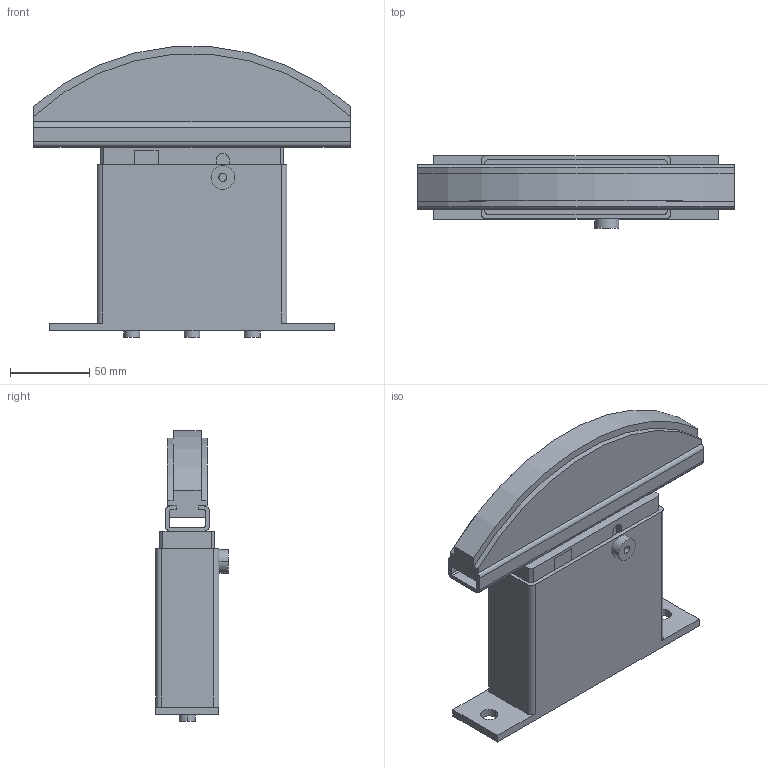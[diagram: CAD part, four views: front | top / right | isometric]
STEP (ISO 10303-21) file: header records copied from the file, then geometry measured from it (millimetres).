
FILE_DESCRIPTION(('STEP AP214'),'1');
FILE_NAME('cctmp_765EA8DC-F58B-4A18-9385-0FCFA6D18142_2023_6_22_12_8_44_140..stp','2023-06-22T10:08:44',('Murtfeldt Kunststoffe GmbH & Co.KG'),('CADClick - www.CADClick.com'),'Spatial InterOp 3D',' ','unknown authorization');
FILE_SCHEMA(('AUTOMOTIVE_DESIGN'));
Length unit declared in the file: millimetre
Products named in the file (1): 282020206
Bounding box: 200 x 46 x 183.51 mm (x, y, z)
Volume: 744928 mm3; surface area: 109414.3 mm2
Topology: 1 solids, 1 shells, 112 faces, 330 edges, 216 vertices
Faces by surface type: plane 77, cylinder 35
Entity records: 4668 total; most frequent: ORIENTED_EDGE 660, CARTESIAN_POINT 659, DIRECTION 634, EDGE_CURVE 330, LINE 252, VECTOR 252, VERTEX_POINT 216, AXIS2_PLACEMENT_3D 191
